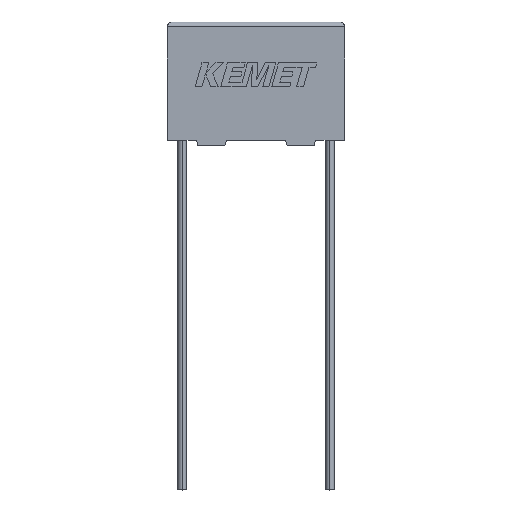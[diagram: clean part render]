
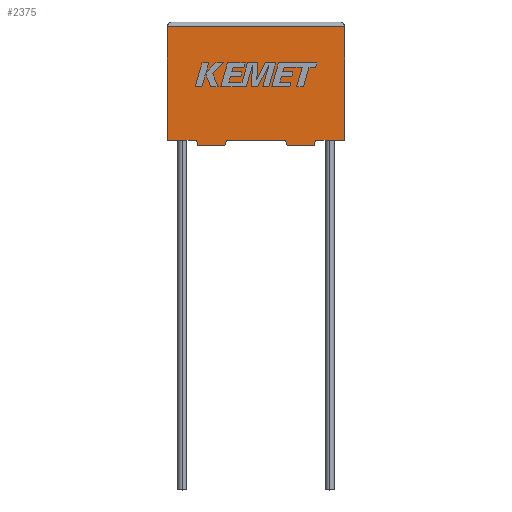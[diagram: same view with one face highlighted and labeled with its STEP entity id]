
A CAD part, top view. The second image highlights one B-rep face of the part: STEP entity #2375.
In plain terms, the highlighted planar face has unit normal (0, 0, 1).
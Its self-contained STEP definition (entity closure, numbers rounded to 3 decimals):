
#16 = CARTESIAN_POINT ( 'NONE',  ( 0., 0., 5.5 ) ) ;
#25 = DIRECTION ( 'NONE',  ( 1., 0., 0. ) ) ;
#27 = CARTESIAN_POINT ( 'NONE',  ( 14.91, -0.5, 5.5 ) ) ;
#30 = ORIENTED_EDGE ( 'NONE', *, *, #1150, .T. ) ;
#34 = DIRECTION ( 'NONE',  ( 1., 0., 0. ) ) ;
#54 = ORIENTED_EDGE ( 'NONE', *, *, #2071, .T. ) ;
#112 = CARTESIAN_POINT ( 'NONE',  ( 2.94, 0., 5.5 ) ) ;
#118 = DIRECTION ( 'NONE',  ( -1., 0., 0. ) ) ;
#121 = DIRECTION ( 'NONE',  ( 0., -1., 0. ) ) ;
#133 = ORIENTED_EDGE ( 'NONE', *, *, #1798, .T. ) ;
#139 = ORIENTED_EDGE ( 'NONE', *, *, #390, .T. ) ;
#243 = CARTESIAN_POINT ( 'NONE',  ( 12.006, 0., 5.5 ) ) ;
#244 = ORIENTED_EDGE ( 'NONE', *, *, #399, .F. ) ;
#270 = VECTOR ( 'NONE', #990, 1000. ) ;
#296 = ORIENTED_EDGE ( 'NONE', *, *, #3044, .T. ) ;
#357 = EDGE_CURVE ( 'NONE', #3040, #1737, #2168, .T. ) ;
#373 = CARTESIAN_POINT ( 'NONE',  ( 0., 0., 5.5 ) ) ;
#390 = EDGE_CURVE ( 'NONE', #1057, #1754, #1848, .T. ) ;
#399 = EDGE_CURVE ( 'NONE', #1737, #2138, #1693, .T. ) ;
#450 = DIRECTION ( 'NONE',  ( -0.287, 0.958, 0. ) ) ;
#467 = VECTOR ( 'NONE', #121, 1000. ) ;
#522 = CARTESIAN_POINT ( 'NONE',  ( 18., 11.5, 5.5 ) ) ;
#528 = VERTEX_POINT ( 'NONE', #2730 ) ;
#546 = LINE ( 'NONE', #824, #2466 ) ;
#568 = DIRECTION ( 'NONE',  ( -0.287, -0.958, 0. ) ) ;
#655 = LINE ( 'NONE', #112, #2733 ) ;
#658 = EDGE_CURVE ( 'NONE', #2024, #3040, #3207, .T. ) ;
#667 = CARTESIAN_POINT ( 'NONE',  ( 3.09, -0.5, 5.5 ) ) ;
#680 = CARTESIAN_POINT ( 'NONE',  ( 15.06, 0., 5.5 ) ) ;
#689 = CARTESIAN_POINT ( 'NONE',  ( 3.09, -0.5, 5.5 ) ) ;
#730 = CARTESIAN_POINT ( 'NONE',  ( 2.94, 0., 5.5 ) ) ;
#775 = LINE ( 'NONE', #3237, #270 ) ;
#792 = CARTESIAN_POINT ( 'NONE',  ( 0., 0., 5.5 ) ) ;
#824 = CARTESIAN_POINT ( 'NONE',  ( 18., 0., 5.5 ) ) ;
#887 = VECTOR ( 'NONE', #2611, 1000. ) ;
#968 = LINE ( 'NONE', #1437, #2508 ) ;
#990 = DIRECTION ( 'NONE',  ( 0.287, 0.958, 0. ) ) ;
#1020 = VECTOR ( 'NONE', #450, 1000. ) ;
#1057 = VERTEX_POINT ( 'NONE', #689 ) ;
#1087 = PLANE ( 'NONE',  #2175 ) ;
#1093 = ORIENTED_EDGE ( 'NONE', *, *, #1916, .T. ) ;
#1119 = VERTEX_POINT ( 'NONE', #1758 ) ;
#1150 = EDGE_CURVE ( 'NONE', #1754, #2377, #775, .T. ) ;
#1168 = DIRECTION ( 'NONE',  ( 1., 0., 0. ) ) ;
#1194 = FACE_OUTER_BOUND ( 'NONE', #2422, .T. ) ;
#1213 = VECTOR ( 'NONE', #568, 1000. ) ;
#1287 = CARTESIAN_POINT ( 'NONE',  ( 15.06, 0., 5.5 ) ) ;
#1437 = CARTESIAN_POINT ( 'NONE',  ( 0., 11.5, 5.5 ) ) ;
#1456 = ORIENTED_EDGE ( 'NONE', *, *, #357, .F. ) ;
#1467 = EDGE_CURVE ( 'NONE', #1590, #528, #968, .T. ) ;
#1590 = VERTEX_POINT ( 'NONE', #522 ) ;
#1612 = DIRECTION ( 'NONE',  ( 0., 1., 0. ) ) ;
#1629 = CARTESIAN_POINT ( 'NONE',  ( 14.91, -0.5, 5.5 ) ) ;
#1649 = LINE ( 'NONE', #16, #2149 ) ;
#1658 = LINE ( 'NONE', #2544, #2080 ) ;
#1693 = LINE ( 'NONE', #3174, #1020 ) ;
#1737 = VERTEX_POINT ( 'NONE', #2078 ) ;
#1754 = VERTEX_POINT ( 'NONE', #2551 ) ;
#1757 = EDGE_CURVE ( 'NONE', #528, #2529, #3133, .T. ) ;
#1758 = CARTESIAN_POINT ( 'NONE',  ( 18., 0., 5.5 ) ) ;
#1798 = EDGE_CURVE ( 'NONE', #1119, #1590, #546, .T. ) ;
#1837 = CARTESIAN_POINT ( 'NONE',  ( 0., 0., 5.5 ) ) ;
#1848 = LINE ( 'NONE', #667, #3107 ) ;
#1861 = DIRECTION ( 'NONE',  ( 0.287, -0.958, 0. ) ) ;
#1870 = LINE ( 'NONE', #1837, #887 ) ;
#1886 = EDGE_CURVE ( 'NONE', #2024, #1119, #1870, .T. ) ;
#1916 = EDGE_CURVE ( 'NONE', #2098, #1057, #655, .T. ) ;
#2024 = VERTEX_POINT ( 'NONE', #680 ) ;
#2071 = EDGE_CURVE ( 'NONE', #2529, #2098, #1649, .T. ) ;
#2078 = CARTESIAN_POINT ( 'NONE',  ( 12.156, -0.5, 5.5 ) ) ;
#2080 = VECTOR ( 'NONE', #34, 1000. ) ;
#2098 = VERTEX_POINT ( 'NONE', #730 ) ;
#2138 = VERTEX_POINT ( 'NONE', #243 ) ;
#2149 = VECTOR ( 'NONE', #25, 1000. ) ;
#2168 = LINE ( 'NONE', #1629, #2796 ) ;
#2175 = AXIS2_PLACEMENT_3D ( 'NONE', #373, #3103, #3096 ) ;
#2178 = ORIENTED_EDGE ( 'NONE', *, *, #1886, .T. ) ;
#2218 = DIRECTION ( 'NONE',  ( -1., 0., 0. ) ) ;
#2367 = CARTESIAN_POINT ( 'NONE',  ( 5.994, 0., 5.5 ) ) ;
#2375 = ADVANCED_FACE ( 'NONE', ( #1194 ), #1087, .F. ) ;
#2377 = VERTEX_POINT ( 'NONE', #2367 ) ;
#2422 = EDGE_LOOP ( 'NONE', ( #133, #2948, #2640, #54, #1093, #139, #30, #296, #244, #1456, #2772, #2178 ) ) ;
#2466 = VECTOR ( 'NONE', #1612, 1000. ) ;
#2508 = VECTOR ( 'NONE', #2218, 1000. ) ;
#2529 = VERTEX_POINT ( 'NONE', #2822 ) ;
#2544 = CARTESIAN_POINT ( 'NONE',  ( 0., 0., 5.5 ) ) ;
#2551 = CARTESIAN_POINT ( 'NONE',  ( 5.844, -0.5, 5.5 ) ) ;
#2611 = DIRECTION ( 'NONE',  ( 1., 0., 0. ) ) ;
#2640 = ORIENTED_EDGE ( 'NONE', *, *, #1757, .T. ) ;
#2730 = CARTESIAN_POINT ( 'NONE',  ( 0., 11.5, 5.5 ) ) ;
#2733 = VECTOR ( 'NONE', #1861, 1000. ) ;
#2772 = ORIENTED_EDGE ( 'NONE', *, *, #658, .F. ) ;
#2796 = VECTOR ( 'NONE', #118, 1000. ) ;
#2822 = CARTESIAN_POINT ( 'NONE',  ( 0., 0., 5.5 ) ) ;
#2948 = ORIENTED_EDGE ( 'NONE', *, *, #1467, .T. ) ;
#3040 = VERTEX_POINT ( 'NONE', #27 ) ;
#3044 = EDGE_CURVE ( 'NONE', #2377, #2138, #1658, .T. ) ;
#3096 = DIRECTION ( 'NONE',  ( -1., 0., 0. ) ) ;
#3103 = DIRECTION ( 'NONE',  ( 0., 0., -1. ) ) ;
#3107 = VECTOR ( 'NONE', #1168, 1000. ) ;
#3133 = LINE ( 'NONE', #792, #467 ) ;
#3174 = CARTESIAN_POINT ( 'NONE',  ( 12.156, -0.5, 5.5 ) ) ;
#3207 = LINE ( 'NONE', #1287, #1213 ) ;
#3237 = CARTESIAN_POINT ( 'NONE',  ( 5.844, -0.5, 5.5 ) ) ;
